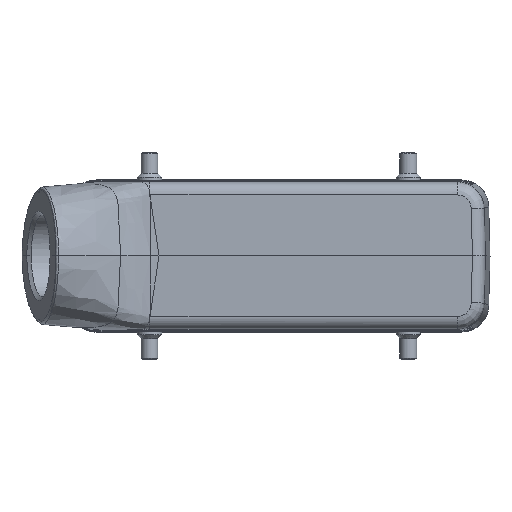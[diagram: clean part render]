
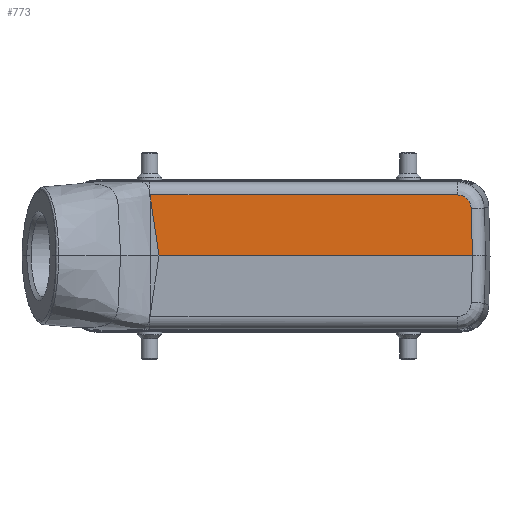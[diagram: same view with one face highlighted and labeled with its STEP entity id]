
A CAD part, top view. The second image highlights one B-rep face of the part: STEP entity #773.
In plain terms, the highlighted planar face has unit normal (0, 0.007, 1).
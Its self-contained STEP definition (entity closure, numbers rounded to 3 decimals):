
#194=ELLIPSE('',#4047,4.002,4.);
#773=ADVANCED_FACE('',(#1081),#974,.T.);
#974=PLANE('',#4048);
#1081=FACE_OUTER_BOUND('',#1322,.T.);
#1322=EDGE_LOOP('',(#1965,#1966,#1967,#1968,#1969));
#1965=ORIENTED_EDGE('',*,*,#3287,.T.);
#1966=ORIENTED_EDGE('',*,*,#3288,.T.);
#1967=ORIENTED_EDGE('',*,*,#3289,.T.);
#1968=ORIENTED_EDGE('',*,*,#3290,.T.);
#1969=ORIENTED_EDGE('',*,*,#3276,.T.);
#2847=VERTEX_POINT('',#7121);
#2857=VERTEX_POINT('',#8289);
#2864=VERTEX_POINT('',#8325);
#2865=VERTEX_POINT('',#8327);
#2866=VERTEX_POINT('',#8329);
#3276=EDGE_CURVE('',#2857,#2847,#3668,.T.);
#3287=EDGE_CURVE('',#2847,#2864,#3674,.T.);
#3288=EDGE_CURVE('',#2864,#2865,#3675,.T.);
#3289=EDGE_CURVE('',#2865,#2866,#3676,.T.);
#3290=EDGE_CURVE('',#2866,#2857,#194,.T.);
#3668=LINE('',#8288,#3848);
#3674=LINE('',#8324,#3854);
#3675=LINE('',#8326,#3855);
#3676=LINE('',#8328,#3856);
#3848=VECTOR('',#4625,1.);
#3854=VECTOR('',#4641,1.);
#3855=VECTOR('',#4642,1.);
#3856=VECTOR('',#4643,1.);
#4047=AXIS2_PLACEMENT_3D('',#8330,#4644,#4645);
#4048=AXIS2_PLACEMENT_3D('',#8331,#4646,#4647);
#4625=DIRECTION('',(-1.,0.,0.));
#4641=DIRECTION('',(0.148,-0.989,0.006));
#4642=DIRECTION('',(1.,0.,0.));
#4643=DIRECTION('',(-0.026,1.,-0.007));
#4644=DIRECTION('',(0.,0.007,1.));
#4645=DIRECTION('',(-0.84,-0.542,0.004));
#4646=DIRECTION('',(0.,0.007,1.));
#4647=DIRECTION('',(0.,-1.,0.007));
#7121=CARTESIAN_POINT('',(-36.852,17.356,60.414));
#8288=CARTESIAN_POINT('',(-59.999,17.356,60.414));
#8289=CARTESIAN_POINT('',(50.978,17.356,60.414));
#8324=CARTESIAN_POINT('',(-28.957,-35.467,60.761));
#8325=CARTESIAN_POINT('',(-34.258,0.,60.528));
#8326=CARTESIAN_POINT('',(-59.999,0.,60.528));
#8327=CARTESIAN_POINT('',(55.326,0.,60.528));
#8328=CARTESIAN_POINT('',(56.291,-37.082,60.771));
#8329=CARTESIAN_POINT('',(54.976,13.462,60.439));
#8330=CARTESIAN_POINT('',(50.976,13.356,60.44));
#8331=CARTESIAN_POINT('',(-59.999,-40.106,60.791));
